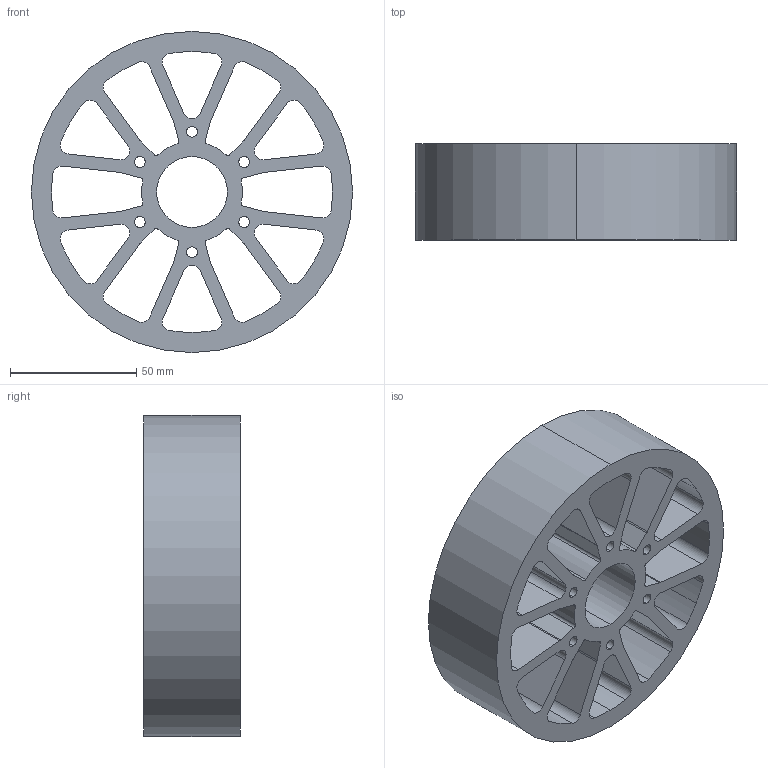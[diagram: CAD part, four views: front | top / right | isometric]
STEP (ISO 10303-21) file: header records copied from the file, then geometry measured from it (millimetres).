
FILE_DESCRIPTION (( 'STEP AP214' ), '1' );
FILE_NAME ('217-6453-001 20181203.STEP', '2018-12-03T23:03:07', ( '' ), ( '' ), 'SwSTEP 2.0', 'SolidWorks 2017', '' );
FILE_SCHEMA (( 'AUTOMOTIVE_DESIGN' ));
Length unit declared in the file: millimetre
Products named in the file (1): 217-6453-001 20181203
Bounding box: 127 x 38.1 x 127 mm (x, y, z)
Volume: 225853.2 mm3; surface area: 74610.6 mm2
Topology: 1 solids, 1 shells, 162 faces, 480 edges, 320 vertices
Faces by surface type: cylinder 124, plane 38
Entity records: 5662 total; most frequent: DIRECTION 1054, CARTESIAN_POINT 963, ORIENTED_EDGE 960, EDGE_CURVE 480, AXIS2_PLACEMENT_3D 411, VERTEX_POINT 320, CIRCLE 248, VECTOR 232
